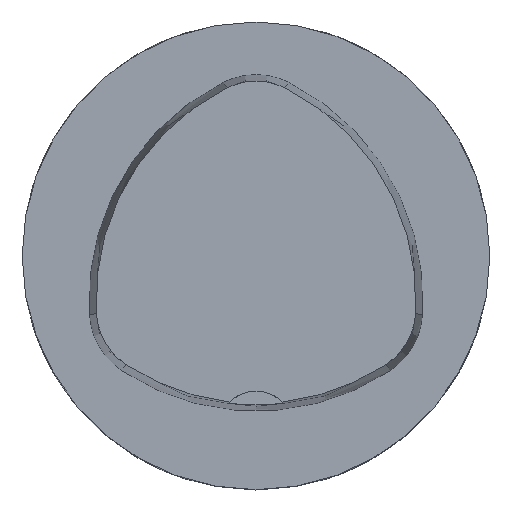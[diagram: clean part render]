
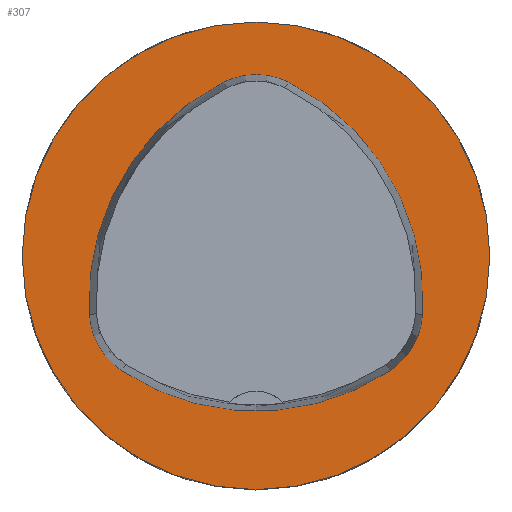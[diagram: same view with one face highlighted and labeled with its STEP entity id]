
A CAD part, top view. The second image highlights one B-rep face of the part: STEP entity #307.
In plain terms, the highlighted planar face has unit normal (0, 0, 1).
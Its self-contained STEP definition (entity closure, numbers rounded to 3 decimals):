
#140=FACE_BOUND('',#525,.T.);
#141=FACE_BOUND('',#526,.T.);
#240=CIRCLE('',#1581,50.0);
#241=CIRCLE('',#1587,15.5);
#242=CIRCLE('',#1588,52.0);
#243=CIRCLE('',#1589,15.5);
#244=CIRCLE('',#1590,52.0);
#245=CIRCLE('',#1591,15.5);
#246=CIRCLE('',#1592,52.0);
#307=ADVANCED_FACE('',(#140,#141),#399,.T.);
#399=PLANE('',#1593);
#525=EDGE_LOOP('',(#691));
#526=EDGE_LOOP('',(#692,#693,#694,#695,#696,#697));
#691=ORIENTED_EDGE('',*,*,#1185,.F.);
#692=ORIENTED_EDGE('',*,*,#1194,.T.);
#693=ORIENTED_EDGE('',*,*,#1195,.T.);
#694=ORIENTED_EDGE('',*,*,#1196,.T.);
#695=ORIENTED_EDGE('',*,*,#1197,.T.);
#696=ORIENTED_EDGE('',*,*,#1198,.T.);
#697=ORIENTED_EDGE('',*,*,#1199,.T.);
#1048=VERTEX_POINT('',#2260);
#1057=VERTEX_POINT('',#2279);
#1058=VERTEX_POINT('',#2280);
#1059=VERTEX_POINT('',#2282);
#1060=VERTEX_POINT('',#2284);
#1061=VERTEX_POINT('',#2286);
#1062=VERTEX_POINT('',#2288);
#1185=EDGE_CURVE('',#1048,#1048,#240,.T.);
#1194=EDGE_CURVE('',#1057,#1058,#241,.T.);
#1195=EDGE_CURVE('',#1058,#1059,#242,.T.);
#1196=EDGE_CURVE('',#1059,#1060,#243,.T.);
#1197=EDGE_CURVE('',#1060,#1061,#244,.T.);
#1198=EDGE_CURVE('',#1061,#1062,#245,.T.);
#1199=EDGE_CURVE('',#1062,#1057,#246,.T.);
#1581=AXIS2_PLACEMENT_3D('',#2259,#1782,#1783);
#1587=AXIS2_PLACEMENT_3D('',#2278,#1798,#1799);
#1588=AXIS2_PLACEMENT_3D('',#2281,#1800,#1801);
#1589=AXIS2_PLACEMENT_3D('',#2283,#1802,#1803);
#1590=AXIS2_PLACEMENT_3D('',#2285,#1804,#1805);
#1591=AXIS2_PLACEMENT_3D('',#2287,#1806,#1807);
#1592=AXIS2_PLACEMENT_3D('',#2289,#1808,#1809);
#1593=AXIS2_PLACEMENT_3D('',#2290,#1810,#1811);
#1782=DIRECTION('',(0.0,0.0,-1.0));
#1783=DIRECTION('',(-1.0,0.0,0.0));
#1798=DIRECTION('',(0.0,0.0,-1.0));
#1799=DIRECTION('',(-0.5,0.866,0.0));
#1800=DIRECTION('',(0.0,0.0,-1.0));
#1801=DIRECTION('',(-0.5,0.866,0.0));
#1802=DIRECTION('',(0.0,0.0,-1.0));
#1803=DIRECTION('',(-0.5,0.866,0.0));
#1804=DIRECTION('',(0.0,0.0,-1.0));
#1805=DIRECTION('',(-0.5,0.866,0.0));
#1806=DIRECTION('',(0.0,0.0,-1.0));
#1807=DIRECTION('',(-0.5,0.866,0.0));
#1808=DIRECTION('',(0.0,0.0,-1.0));
#1809=DIRECTION('',(-0.5,0.866,0.0));
#1810=DIRECTION('',(0.0,0.0,1.0));
#1811=DIRECTION('',(1.0,0.0,0.0));
#2259=CARTESIAN_POINT('',(0.0,0.0,0.0));
#2260=CARTESIAN_POINT('',(-50.0,0.0,0.0));
#2278=CARTESIAN_POINT('',(20.135,-11.625,0.));
#2279=CARTESIAN_POINT('',(35.607,-12.566,0.));
#2280=CARTESIAN_POINT('',(28.686,-24.553,0.0));
#2281=CARTESIAN_POINT('',(0.,18.819,0.));
#2282=CARTESIAN_POINT('',(-28.686,-24.553,0.));
#2283=CARTESIAN_POINT('',(-20.135,-11.625,0.));
#2284=CARTESIAN_POINT('',(-35.607,-12.566,0.));
#2285=CARTESIAN_POINT('',(16.298,-9.409,0.));
#2286=CARTESIAN_POINT('',(-6.921,37.119,0.));
#2287=CARTESIAN_POINT('',(0.,23.25,0.));
#2288=CARTESIAN_POINT('',(6.921,37.119,0.));
#2289=CARTESIAN_POINT('',(-16.298,-9.409,0.));
#2290=CARTESIAN_POINT('',(0.0,0.0,0.0));
